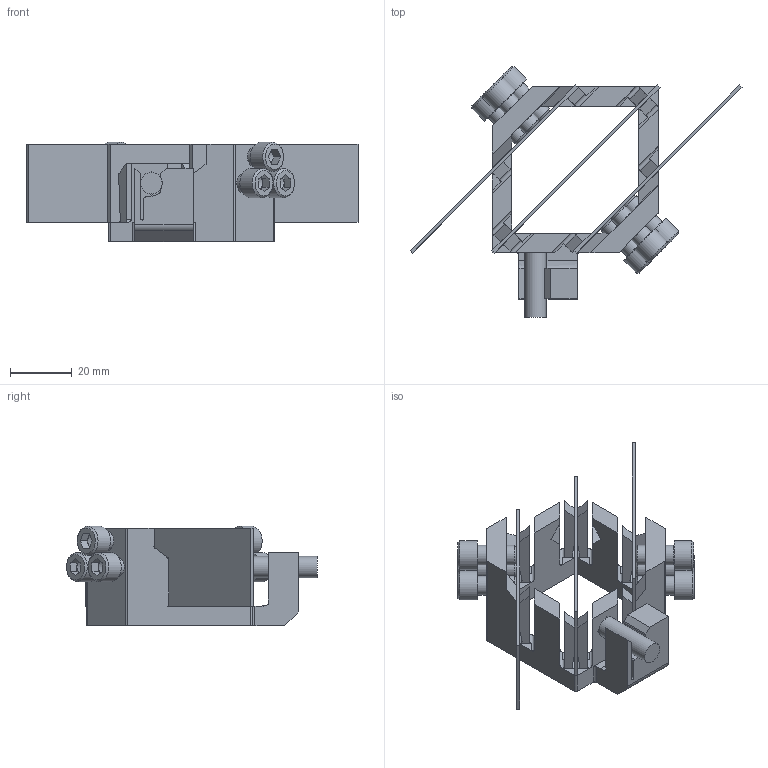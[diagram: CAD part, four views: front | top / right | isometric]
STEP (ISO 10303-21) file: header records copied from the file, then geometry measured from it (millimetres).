
FILE_DESCRIPTION(/* description */ ('STEP AP242','CAx-IF Rec.Pracs.---Representation and Presentation of Product Manufacturing Information (PMI)---4.0---2014-10-13','CAx-IF Rec.Pracs.---3D Tessellated Geometry---0.4---2014-09-14','2;1'),/* implementation_level */ '2;1');
FILE_NAME(/* name */ '67c8c5bd70e26e488f14d175',/* time_stamp */ '2025-03-05T21:44:30Z',/* author */ (''),/* organization */ (''),/* preprocessor_version */ 'ST-DEVELOPER v20',/* originating_system */ 'ONSHAPE BY PTC INC, 1.194',/* authorisation */ ' ');
FILE_SCHEMA (('AP242_MANAGED_MODEL_BASED_3D_ENGINEERING_MIM_LF { 1 0 10303 442 1 1 4 }'));
Length unit declared in the file: metre
Products named in the file (5): assembly; Socket head cap screw 1/4-20 x 0.5; slide; holder; diode
Assembly tree (11 placements, depth 2):
  assembly
    Socket head cap screw 1/4-20 x 0.5  x6
    slide  x3
    holder
    diode
Bounding box: 107.83 x 81.48 x 32.34 mm (x, y, z)
Volume: 38720.1 mm3; surface area: 32777.7 mm2
Topology: 11 solids, 11 shells, 338 faces, 892 edges, 574 vertices
Faces by surface type: plane 229, cylinder 82, cone 18, torus 6, bspline 3
Full cylindrical faces by diameter (mm): 6.35 x12, 7 x1, 9.525 x6
Entity records: 7409 total; most frequent: CARTESIAN_POINT 1322, ORIENTED_EDGE 1246, DIRECTION 1243, EDGE_CURVE 623, LINE 447, VECTOR 447, VERTEX_POINT 417, AXIS2_PLACEMENT_3D 398
